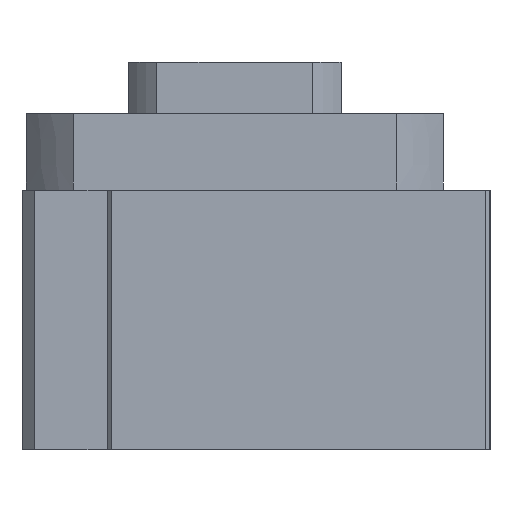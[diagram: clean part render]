
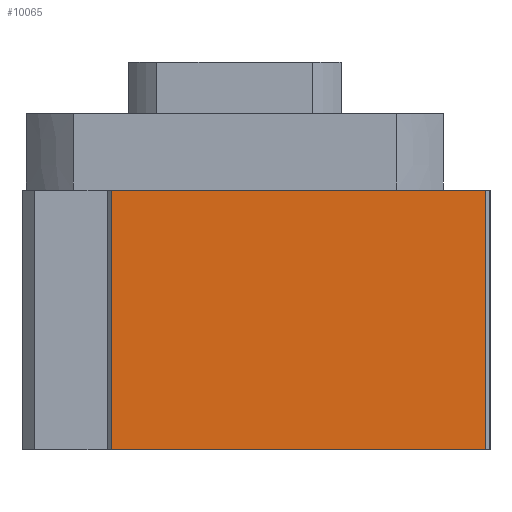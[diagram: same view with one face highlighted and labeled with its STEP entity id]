
A CAD part, left-side view. The second image highlights one B-rep face of the part: STEP entity #10065.
In plain terms, the highlighted planar face has unit normal (-1, 0, 0).
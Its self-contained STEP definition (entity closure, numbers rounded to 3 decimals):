
#10026=CARTESIAN_POINT('',(-80.,-59.,-61.));
#10027=VERTEX_POINT('Vertex169',#10026);
#10028=CARTESIAN_POINT('',(-80.,-59.,0.));
#10029=VERTEX_POINT('Vertex168',#10028);
#10030=CARTESIAN_POINT('',(-80.,-59.,-30.5));
#10031=DIRECTION('',(0.,0.,1.));
#10032=VECTOR('',#10031,1.);
#10033=LINE('nurbsCrv168',#10030,#10032);
#10034=EDGE_CURVE('Edge168',#10027,#10029,#10033,.T.);
#10035=ORIENTED_EDGE('Edgeuse168',*,*,#10034,.T.);
#10036=CARTESIAN_POINT('',(-80.,29.,0.));
#10037=VERTEX_POINT('Vertex170',#10036);
#10038=CARTESIAN_POINT('',(-80.,-15.,0.));
#10039=DIRECTION('',(0.,1.,0.));
#10040=VECTOR('',#10039,1.);
#10041=LINE('nurbsCrv169',#10038,#10040);
#10042=EDGE_CURVE('Edge169',#10029,#10037,#10041,.T.);
#10043=ORIENTED_EDGE('Edgeuse169',*,*,#10042,.T.);
#10044=CARTESIAN_POINT('',(-80.,29.,-61.));
#10045=VERTEX_POINT('Vertex171',#10044);
#10046=CARTESIAN_POINT('',(-80.,29.,-30.5));
#10047=DIRECTION('',(0.,0.,-1.));
#10048=VECTOR('',#10047,1.);
#10049=LINE('nurbsCrv170',#10046,#10048);
#10050=EDGE_CURVE('Edge170',#10037,#10045,#10049,.T.);
#10051=ORIENTED_EDGE('Edgeuse170',*,*,#10050,.T.);
#10052=CARTESIAN_POINT('',(-80.,-15.,-61.));
#10053=DIRECTION('',(0.,-1.,0.));
#10054=VECTOR('',#10053,1.);
#10055=LINE('nurbsCrv171',#10052,#10054);
#10056=EDGE_CURVE('Edge171',#10045,#10027,#10055,.T.);
#10057=ORIENTED_EDGE('Edgeuse171',*,*,#10056,.T.);
#10058=EDGE_LOOP('',(#10035,#10043,#10051,#10057));
#10059=FACE_OUTER_BOUND('',#10058,.T.);
#10060=CARTESIAN_POINT('',(-80.,-15.,-30.5));
#10061=DIRECTION('',(-1.,0.,0.));
#10062=DIRECTION('',(0.,0.,1.));
#10063=AXIS2_PLACEMENT_3D('',#10060,#10061,#10062);
#10064=PLANE('nurbsSrf30',#10063);
#10065=ADVANCED_FACE('Face30',(#10059),#10064,.T.);
